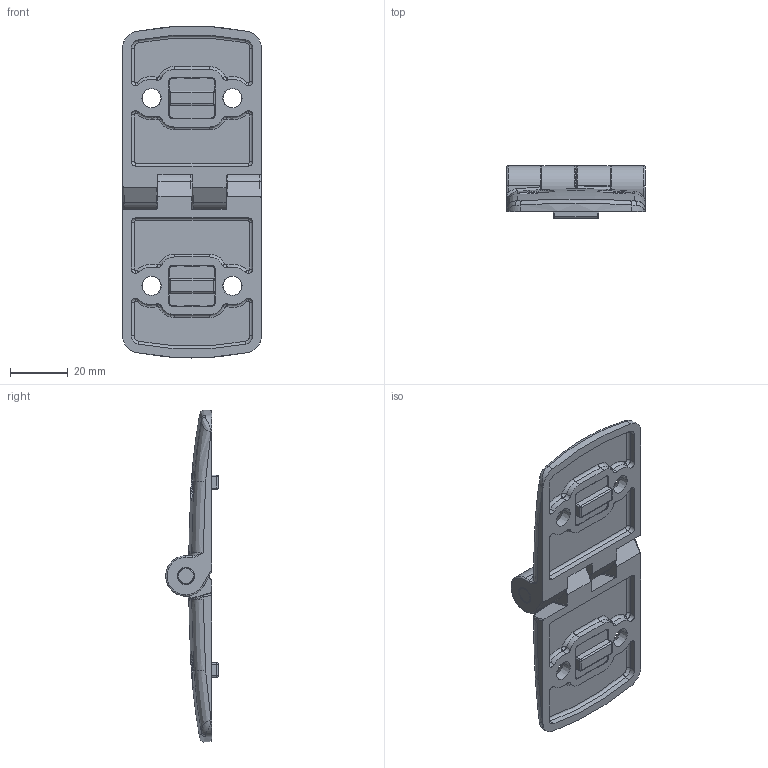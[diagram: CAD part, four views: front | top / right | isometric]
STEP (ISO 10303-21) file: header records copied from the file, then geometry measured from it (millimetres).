
FILE_DESCRIPTION (( 'STEP AP214' ), '1' );
FILE_NAME ('6221782', '2019-01-28T17:02:18', ( '' ), ('JUGARD+KÜNSTNER GmbH'), 'SwSTEP 2.0', 'SolidWorks 2017', '' );
FILE_SCHEMA (( 'AUTOMOTIVE_DESIGN' ));
Length unit declared in the file: millimetre
Products named in the file (4): Part3; Part5; Part2; 6221782
Assembly tree (5 placements, depth 2):
  6221782
    Part2  x2
    Part5
    Part3  x2
Bounding box: 48 x 18.2 x 115 mm (x, y, z)
Volume: 28918.7 mm3; surface area: 19430.8 mm2
Topology: 5 solids, 5 shells, 775 faces, 1908 edges, 1131 vertices
Faces by surface type: plane 268, cylinder 241, bspline 210, cone 56
Entity records: 23107 total; most frequent: CARTESIAN_POINT 6737, ORIENTED_EDGE 2400, DIRECTION 2158, EDGE_CURVE 1200, AXIS2_PLACEMENT_3D 810, VERTEX_POINT 723, VECTOR 538, LINE 538
